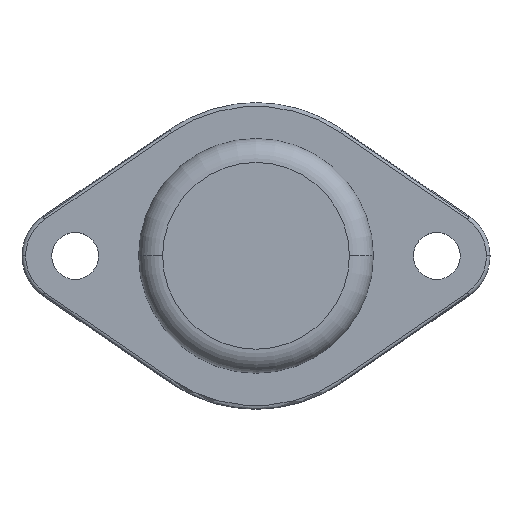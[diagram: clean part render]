
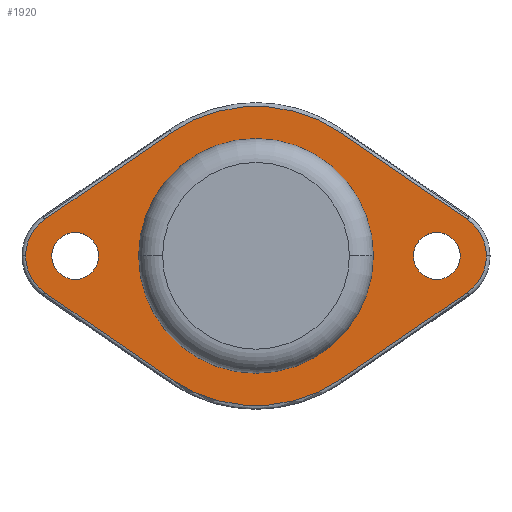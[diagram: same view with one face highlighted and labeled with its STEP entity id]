
A CAD part, top view. The second image highlights one B-rep face of the part: STEP entity #1920.
In plain terms, the highlighted planar face has unit normal (0, 0, 1).
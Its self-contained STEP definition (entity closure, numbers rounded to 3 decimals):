
#882=CARTESIAN_POINT('',(17.015,0.0,2.0));
#883=VERTEX_POINT('',#882);
#892=CARTESIAN_POINT('',(13.115,0.,2.0));
#893=VERTEX_POINT('',#892);
#894=CARTESIAN_POINT('',(15.065,0.0,2.0));
#895=DIRECTION('',(0.0,0.0,-1.0));
#896=DIRECTION('',(1.0,0.0,0.0));
#897=AXIS2_PLACEMENT_3D('',#894,#895,#896);
#898=CIRCLE('',#897,1.95);
#899=EDGE_CURVE('',#893,#883,#898,.T.);
#924=CARTESIAN_POINT('',(-13.115,0.0,2.0));
#925=VERTEX_POINT('',#924);
#934=CARTESIAN_POINT('',(-17.015,0.,2.0));
#935=VERTEX_POINT('',#934);
#936=CARTESIAN_POINT('',(-15.065,0.0,2.0));
#937=DIRECTION('',(0.0,0.0,-1.0));
#938=DIRECTION('',(1.0,0.0,0.0));
#939=AXIS2_PLACEMENT_3D('',#936,#937,#938);
#940=CIRCLE('',#939,1.95);
#941=EDGE_CURVE('',#935,#925,#940,.T.);
#1060=CARTESIAN_POINT('',(-17.588,3.051,2.0));
#1061=VERTEX_POINT('',#1060);
#1069=CARTESIAN_POINT('',(-7.051,10.279,2.0));
#1070=VERTEX_POINT('',#1069);
#1071=CARTESIAN_POINT('',(-17.588,3.051,2.0));
#1072=DIRECTION('',(0.825,0.566,0.0));
#1073=VECTOR('',#1072,12.778);
#1074=LINE('',#1071,#1073);
#1075=EDGE_CURVE('',#1061,#1070,#1074,.T.);
#1092=CARTESIAN_POINT('',(-19.195,0.,2.0));
#1093=VERTEX_POINT('',#1092);
#1101=CARTESIAN_POINT('',(-15.495,0.,2.0));
#1102=DIRECTION('',(0.0,0.0,-1.0));
#1103=DIRECTION('',(-1.0,0.0,0.0));
#1104=AXIS2_PLACEMENT_3D('',#1101,#1102,#1103);
#1105=CIRCLE('',#1104,3.7);
#1106=EDGE_CURVE('',#1093,#1061,#1105,.T.);
#1143=CARTESIAN_POINT('',(-7.051,-10.279,2.0));
#1144=VERTEX_POINT('',#1143);
#1152=CARTESIAN_POINT('',(-17.588,-3.051,2.0));
#1153=VERTEX_POINT('',#1152);
#1154=CARTESIAN_POINT('',(-7.051,-10.279,2.0));
#1155=DIRECTION('',(-0.825,0.566,0.0));
#1156=VECTOR('',#1155,12.778);
#1157=LINE('',#1154,#1156);
#1158=EDGE_CURVE('',#1144,#1153,#1157,.T.);
#1185=CARTESIAN_POINT('',(7.051,10.279,2.0));
#1186=VERTEX_POINT('',#1185);
#1194=CARTESIAN_POINT('',(17.588,3.051,2.0));
#1195=VERTEX_POINT('',#1194);
#1196=CARTESIAN_POINT('',(7.051,10.279,2.0));
#1197=DIRECTION('',(0.825,-0.566,0.0));
#1198=VECTOR('',#1197,12.778);
#1199=LINE('',#1196,#1198);
#1200=EDGE_CURVE('',#1186,#1195,#1199,.T.);
#1217=CARTESIAN_POINT('',(19.195,0.,2.0));
#1218=VERTEX_POINT('',#1217);
#1235=CARTESIAN_POINT('',(15.495,0.0,2.0));
#1236=DIRECTION('',(0.0,0.0,-1.0));
#1237=DIRECTION('',(1.0,0.0,0.0));
#1238=AXIS2_PLACEMENT_3D('',#1235,#1236,#1237);
#1239=CIRCLE('',#1238,3.7);
#1240=EDGE_CURVE('',#1195,#1218,#1239,.T.);
#1260=CARTESIAN_POINT('',(17.588,-3.051,2.0));
#1261=VERTEX_POINT('',#1260);
#1269=CARTESIAN_POINT('',(7.051,-10.279,2.0));
#1270=VERTEX_POINT('',#1269);
#1271=CARTESIAN_POINT('',(17.588,-3.051,2.0));
#1272=DIRECTION('',(-0.825,-0.566,0.0));
#1273=VECTOR('',#1272,12.778);
#1274=LINE('',#1271,#1273);
#1275=EDGE_CURVE('',#1261,#1270,#1274,.T.);
#1628=CARTESIAN_POINT('',(15.495,0.0,2.0));
#1629=DIRECTION('',(0.0,0.0,-1.0));
#1630=DIRECTION('',(1.0,0.0,0.0));
#1631=AXIS2_PLACEMENT_3D('',#1628,#1629,#1630);
#1632=CIRCLE('',#1631,3.7);
#1633=EDGE_CURVE('',#1218,#1261,#1632,.T.);
#1672=CARTESIAN_POINT('',(0.0,0.,2.0));
#1673=DIRECTION('',(0.0,0.0,-1.0));
#1674=DIRECTION('',(0.0,-1.0,0.0));
#1675=AXIS2_PLACEMENT_3D('',#1672,#1673,#1674);
#1676=CIRCLE('',#1675,12.465);
#1677=EDGE_CURVE('',#1270,#1144,#1676,.T.);
#1743=CARTESIAN_POINT('',(0.,0.,2.0));
#1744=DIRECTION('',(0.0,0.0,-1.0));
#1745=DIRECTION('',(0.0,1.0,0.0));
#1746=AXIS2_PLACEMENT_3D('',#1743,#1744,#1745);
#1747=CIRCLE('',#1746,12.465);
#1748=EDGE_CURVE('',#1070,#1186,#1747,.T.);
#1772=CARTESIAN_POINT('',(-15.495,0.,2.0));
#1773=DIRECTION('',(0.0,0.0,-1.0));
#1774=DIRECTION('',(-1.0,0.0,0.0));
#1775=AXIS2_PLACEMENT_3D('',#1772,#1773,#1774);
#1776=CIRCLE('',#1775,3.7);
#1777=EDGE_CURVE('',#1153,#1093,#1776,.T.);
#1883=CARTESIAN_POINT('',(0.,0.,2.0));
#1884=DIRECTION('',(0.0,0.0,1.0));
#1885=DIRECTION('',(1.0,0.0,0.0));
#1886=AXIS2_PLACEMENT_3D('',#1883,#1884,#1885);
#1887=PLANE('',#1886);
#1888=ORIENTED_EDGE('',*,*,#1275,.F.);
#1889=ORIENTED_EDGE('',*,*,#1633,.F.);
#1890=ORIENTED_EDGE('',*,*,#1240,.F.);
#1891=ORIENTED_EDGE('',*,*,#1200,.F.);
#1892=ORIENTED_EDGE('',*,*,#1748,.F.);
#1893=ORIENTED_EDGE('',*,*,#1075,.F.);
#1894=ORIENTED_EDGE('',*,*,#1106,.F.);
#1895=ORIENTED_EDGE('',*,*,#1777,.F.);
#1896=ORIENTED_EDGE('',*,*,#1158,.F.);
#1897=ORIENTED_EDGE('',*,*,#1677,.F.);
#1898=EDGE_LOOP('',(#1888,#1889,#1890,#1891,#1892,#1893,#1894,#1895,#1896,#1897));
#1899=FACE_OUTER_BOUND('',#1898,.T.);
#1900=CARTESIAN_POINT('',(15.065,0.0,2.0));
#1901=DIRECTION('',(0.0,0.0,-1.0));
#1902=DIRECTION('',(1.0,0.0,0.0));
#1903=AXIS2_PLACEMENT_3D('',#1900,#1901,#1902);
#1904=CIRCLE('',#1903,1.95);
#1905=EDGE_CURVE('',#883,#893,#1904,.T.);
#1906=ORIENTED_EDGE('',*,*,#1905,.T.);
#1907=ORIENTED_EDGE('',*,*,#899,.T.);
#1908=EDGE_LOOP('',(#1906,#1907));
#1909=FACE_BOUND('',#1908,.T.);
#1910=CARTESIAN_POINT('',(-15.065,0.0,2.0));
#1911=DIRECTION('',(0.0,0.0,-1.0));
#1912=DIRECTION('',(1.0,0.0,0.0));
#1913=AXIS2_PLACEMENT_3D('',#1910,#1911,#1912);
#1914=CIRCLE('',#1913,1.95);
#1915=EDGE_CURVE('',#925,#935,#1914,.T.);
#1916=ORIENTED_EDGE('',*,*,#1915,.T.);
#1917=ORIENTED_EDGE('',*,*,#941,.T.);
#1918=EDGE_LOOP('',(#1916,#1917));
#1919=FACE_BOUND('',#1918,.T.);
#1920=ADVANCED_FACE('',(#1899,#1909,#1919),#1887,.T.);
